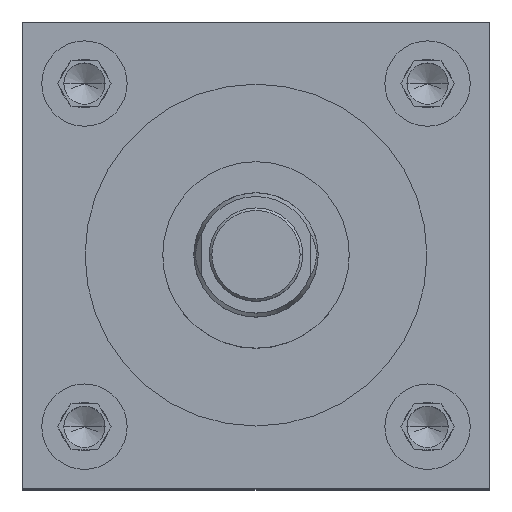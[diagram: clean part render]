
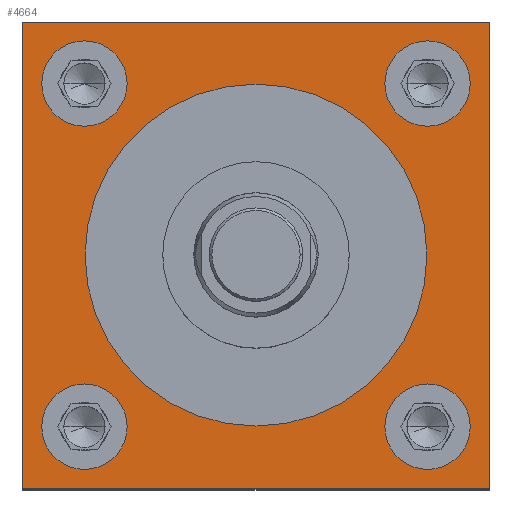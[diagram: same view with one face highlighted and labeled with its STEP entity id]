
A CAD part, top view. The second image highlights one B-rep face of the part: STEP entity #4664.
In plain terms, the highlighted planar face has unit normal (0, 0, 1).
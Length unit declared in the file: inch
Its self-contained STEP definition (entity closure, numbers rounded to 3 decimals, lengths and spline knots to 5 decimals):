
#7 = CIRCLE ( 'NONE', #4026, 0.3435 ) ;
#47 = LINE ( 'NONE', #1041, #5854 ) ;
#57 = VERTEX_POINT ( 'NONE', #4739 ) ;
#111 = LINE ( 'NONE', #3959, #4966 ) ;
#204 = CARTESIAN_POINT ( 'NONE',  ( 0., 0., 8.25 ) ) ;
#281 = PLANE ( 'NONE',  #6966 ) ;
#316 = FACE_BOUND ( 'NONE', #5070, .T. ) ;
#322 = EDGE_CURVE ( 'NONE', #2252, #5487, #3863, .T. ) ;
#339 = VERTEX_POINT ( 'NONE', #5602 ) ;
#364 = LINE ( 'NONE', #4761, #6603 ) ;
#391 = ORIENTED_EDGE ( 'NONE', *, *, #6576, .F. ) ;
#473 = CARTESIAN_POINT ( 'NONE',  ( 1.38, 1.38, 8.25 ) ) ;
#522 = DIRECTION ( 'NONE',  ( 1., 0., 0. ) ) ;
#693 = VERTEX_POINT ( 'NONE', #5412 ) ;
#705 = EDGE_CURVE ( 'NONE', #3915, #4460, #4668, .T. ) ;
#719 = AXIS2_PLACEMENT_3D ( 'NONE', #5605, #7094, #522 ) ;
#738 = DIRECTION ( 'NONE',  ( -1., 0., 0. ) ) ;
#954 = DIRECTION ( 'NONE',  ( 1., 0., 0. ) ) ;
#1012 = EDGE_CURVE ( 'NONE', #339, #2269, #5448, .T. ) ;
#1041 = CARTESIAN_POINT ( 'NONE',  ( -1.875, -1.875, 8.25 ) ) ;
#1239 = CARTESIAN_POINT ( 'NONE',  ( 1.375, 0., 8.25 ) ) ;
#1271 = EDGE_CURVE ( 'NONE', #2269, #339, #1276, .T. ) ;
#1276 = CIRCLE ( 'NONE', #6156, 1.375 ) ;
#1290 = CIRCLE ( 'NONE', #5000, 0.3435 ) ;
#1296 = VECTOR ( 'NONE', #1751, 39.37008 ) ;
#1320 = CARTESIAN_POINT ( 'NONE',  ( 1.0365, 1.38, 8.25 ) ) ;
#1369 = AXIS2_PLACEMENT_3D ( 'NONE', #5262, #1818, #3592 ) ;
#1483 = CARTESIAN_POINT ( 'NONE',  ( -1.38, 1.38, 8.25 ) ) ;
#1534 = AXIS2_PLACEMENT_3D ( 'NONE', #473, #5553, #3371 ) ;
#1581 = ORIENTED_EDGE ( 'NONE', *, *, #322, .T. ) ;
#1612 = CARTESIAN_POINT ( 'NONE',  ( -1.0365, 1.38, 8.25 ) ) ;
#1701 = EDGE_LOOP ( 'NONE', ( #2082, #391 ) ) ;
#1751 = DIRECTION ( 'NONE',  ( 1., 0., 0. ) ) ;
#1784 = ORIENTED_EDGE ( 'NONE', *, *, #4404, .F. ) ;
#1818 = DIRECTION ( 'NONE',  ( 0., 0., 1. ) ) ;
#1874 = CIRCLE ( 'NONE', #3605, 0.3435 ) ;
#1962 = DIRECTION ( 'NONE',  ( 0., 0., 1. ) ) ;
#2024 = EDGE_CURVE ( 'NONE', #693, #2296, #7116, .T. ) ;
#2069 = VERTEX_POINT ( 'NONE', #4735 ) ;
#2082 = ORIENTED_EDGE ( 'NONE', *, *, #4566, .F. ) ;
#2175 = VERTEX_POINT ( 'NONE', #1612 ) ;
#2252 = VERTEX_POINT ( 'NONE', #6825 ) ;
#2258 = AXIS2_PLACEMENT_3D ( 'NONE', #6503, #4774, #3178 ) ;
#2269 = VERTEX_POINT ( 'NONE', #1239 ) ;
#2296 = VERTEX_POINT ( 'NONE', #4693 ) ;
#2368 = ORIENTED_EDGE ( 'NONE', *, *, #705, .F. ) ;
#2388 = DIRECTION ( 'NONE',  ( 0., 0., 1. ) ) ;
#2430 = EDGE_CURVE ( 'NONE', #6774, #3375, #364, .T. ) ;
#2483 = DIRECTION ( 'NONE',  ( 1., 0., 0. ) ) ;
#2501 = ORIENTED_EDGE ( 'NONE', *, *, #5489, .F. ) ;
#2735 = DIRECTION ( 'NONE',  ( 0., -1., 0. ) ) ;
#2736 = CARTESIAN_POINT ( 'NONE',  ( -1.875, -1.875, 8.25 ) ) ;
#2919 = CIRCLE ( 'NONE', #6972, 0.3435 ) ;
#2976 = DIRECTION ( 'NONE',  ( 0., 0., 1. ) ) ;
#2980 = ORIENTED_EDGE ( 'NONE', *, *, #2024, .F. ) ;
#2986 = CARTESIAN_POINT ( 'NONE',  ( 1.38, -1.38, 8.25 ) ) ;
#3111 = CIRCLE ( 'NONE', #1369, 0.3435 ) ;
#3133 = ORIENTED_EDGE ( 'NONE', *, *, #5078, .F. ) ;
#3178 = DIRECTION ( 'NONE',  ( 1., 0., 0. ) ) ;
#3252 = DIRECTION ( 'NONE',  ( 1., 0., 0. ) ) ;
#3320 = DIRECTION ( 'NONE',  ( 1., 0., 0. ) ) ;
#3371 = DIRECTION ( 'NONE',  ( 1., 0., 0. ) ) ;
#3375 = VERTEX_POINT ( 'NONE', #5526 ) ;
#3437 = EDGE_CURVE ( 'NONE', #3375, #2252, #47, .T. ) ;
#3515 = CARTESIAN_POINT ( 'NONE',  ( -1.875, 1.875, 8.25 ) ) ;
#3552 = FACE_BOUND ( 'NONE', #4917, .T. ) ;
#3559 = DIRECTION ( 'NONE',  ( 0., 0., 1. ) ) ;
#3584 = FACE_BOUND ( 'NONE', #3889, .T. ) ;
#3589 = AXIS2_PLACEMENT_3D ( 'NONE', #6271, #2976, #3320 ) ;
#3592 = DIRECTION ( 'NONE',  ( 1., 0., 0. ) ) ;
#3605 = AXIS2_PLACEMENT_3D ( 'NONE', #1483, #5440, #954 ) ;
#3675 = DIRECTION ( 'NONE',  ( -1., 0., 0. ) ) ;
#3863 = LINE ( 'NONE', #2736, #1296 ) ;
#3889 = EDGE_LOOP ( 'NONE', ( #2501, #2368 ) ) ;
#3915 = VERTEX_POINT ( 'NONE', #1320 ) ;
#3937 = DIRECTION ( 'NONE',  ( 1., 0., 0. ) ) ;
#3959 = CARTESIAN_POINT ( 'NONE',  ( 1.875, -1.875, 8.25 ) ) ;
#4026 = AXIS2_PLACEMENT_3D ( 'NONE', #6681, #5498, #3252 ) ;
#4089 = DIRECTION ( 'NONE',  ( 0., 0., -1. ) ) ;
#4404 = EDGE_CURVE ( 'NONE', #2069, #57, #1290, .T. ) ;
#4460 = VERTEX_POINT ( 'NONE', #4908 ) ;
#4566 = EDGE_CURVE ( 'NONE', #2175, #6127, #1874, .T. ) ;
#4597 = CARTESIAN_POINT ( 'NONE',  ( 1.875, 1.875, 8.25 ) ) ;
#4664 = ADVANCED_FACE ( 'NONE', ( #316, #3584, #6776, #5253, #3552, #5759 ), #281, .F. ) ;
#4668 = CIRCLE ( 'NONE', #1534, 0.3435 ) ;
#4693 = CARTESIAN_POINT ( 'NONE',  ( -1.0365, -1.38, 8.25 ) ) ;
#4735 = CARTESIAN_POINT ( 'NONE',  ( 1.7235, -1.38, 8.25 ) ) ;
#4739 = CARTESIAN_POINT ( 'NONE',  ( 1.0365, -1.38, 8.25 ) ) ;
#4761 = CARTESIAN_POINT ( 'NONE',  ( -1.875, 1.875, 8.25 ) ) ;
#4774 = DIRECTION ( 'NONE',  ( 0., 0., 1. ) ) ;
#4877 = EDGE_LOOP ( 'NONE', ( #6104, #2980 ) ) ;
#4908 = CARTESIAN_POINT ( 'NONE',  ( 1.7235, 1.38, 8.25 ) ) ;
#4917 = EDGE_LOOP ( 'NONE', ( #6172, #6583 ) ) ;
#4966 = VECTOR ( 'NONE', #5124, 39.37008 ) ;
#4984 = EDGE_LOOP ( 'NONE', ( #5071, #1581, #5547, #6580 ) ) ;
#5000 = AXIS2_PLACEMENT_3D ( 'NONE', #5701, #3559, #6305 ) ;
#5070 = EDGE_LOOP ( 'NONE', ( #1784, #3133 ) ) ;
#5071 = ORIENTED_EDGE ( 'NONE', *, *, #3437, .T. ) ;
#5078 = EDGE_CURVE ( 'NONE', #57, #2069, #2919, .T. ) ;
#5124 = DIRECTION ( 'NONE',  ( 0., 1., 0. ) ) ;
#5162 = CARTESIAN_POINT ( 'NONE',  ( 1.875, -1.875, 8.25 ) ) ;
#5253 = FACE_BOUND ( 'NONE', #1701, .T. ) ;
#5262 = CARTESIAN_POINT ( 'NONE',  ( 1.38, 1.38, 8.25 ) ) ;
#5412 = CARTESIAN_POINT ( 'NONE',  ( -1.7235, -1.38, 8.25 ) ) ;
#5415 = EDGE_CURVE ( 'NONE', #5487, #6774, #111, .T. ) ;
#5440 = DIRECTION ( 'NONE',  ( 0., 0., 1. ) ) ;
#5448 = CIRCLE ( 'NONE', #3589, 1.375 ) ;
#5487 = VERTEX_POINT ( 'NONE', #5162 ) ;
#5489 = EDGE_CURVE ( 'NONE', #4460, #3915, #3111, .T. ) ;
#5498 = DIRECTION ( 'NONE',  ( 0., 0., 1. ) ) ;
#5526 = CARTESIAN_POINT ( 'NONE',  ( -1.875, 1.875, 8.25 ) ) ;
#5547 = ORIENTED_EDGE ( 'NONE', *, *, #5415, .T. ) ;
#5553 = DIRECTION ( 'NONE',  ( 0., 0., 1. ) ) ;
#5602 = CARTESIAN_POINT ( 'NONE',  ( -1.375, 0., 8.25 ) ) ;
#5605 = CARTESIAN_POINT ( 'NONE',  ( -1.38, -1.38, 8.25 ) ) ;
#5686 = CIRCLE ( 'NONE', #719, 0.3435 ) ;
#5701 = CARTESIAN_POINT ( 'NONE',  ( 1.38, -1.38, 8.25 ) ) ;
#5759 = FACE_OUTER_BOUND ( 'NONE', #4984, .T. ) ;
#5854 = VECTOR ( 'NONE', #2735, 39.37008 ) ;
#5980 = CARTESIAN_POINT ( 'NONE',  ( -1.7235, 1.38, 8.25 ) ) ;
#6104 = ORIENTED_EDGE ( 'NONE', *, *, #6675, .F. ) ;
#6127 = VERTEX_POINT ( 'NONE', #5980 ) ;
#6156 = AXIS2_PLACEMENT_3D ( 'NONE', #204, #2388, #3937 ) ;
#6172 = ORIENTED_EDGE ( 'NONE', *, *, #1271, .F. ) ;
#6271 = CARTESIAN_POINT ( 'NONE',  ( 0., 0., 8.25 ) ) ;
#6305 = DIRECTION ( 'NONE',  ( 1., 0., 0. ) ) ;
#6503 = CARTESIAN_POINT ( 'NONE',  ( -1.38, -1.38, 8.25 ) ) ;
#6576 = EDGE_CURVE ( 'NONE', #6127, #2175, #7, .T. ) ;
#6580 = ORIENTED_EDGE ( 'NONE', *, *, #2430, .T. ) ;
#6583 = ORIENTED_EDGE ( 'NONE', *, *, #1012, .F. ) ;
#6603 = VECTOR ( 'NONE', #3675, 39.37008 ) ;
#6675 = EDGE_CURVE ( 'NONE', #2296, #693, #5686, .T. ) ;
#6681 = CARTESIAN_POINT ( 'NONE',  ( -1.38, 1.38, 8.25 ) ) ;
#6774 = VERTEX_POINT ( 'NONE', #4597 ) ;
#6776 = FACE_BOUND ( 'NONE', #4877, .T. ) ;
#6825 = CARTESIAN_POINT ( 'NONE',  ( -1.875, -1.875, 8.25 ) ) ;
#6966 = AXIS2_PLACEMENT_3D ( 'NONE', #3515, #4089, #738 ) ;
#6972 = AXIS2_PLACEMENT_3D ( 'NONE', #2986, #1962, #2483 ) ;
#7094 = DIRECTION ( 'NONE',  ( 0., 0., 1. ) ) ;
#7116 = CIRCLE ( 'NONE', #2258, 0.3435 ) ;
